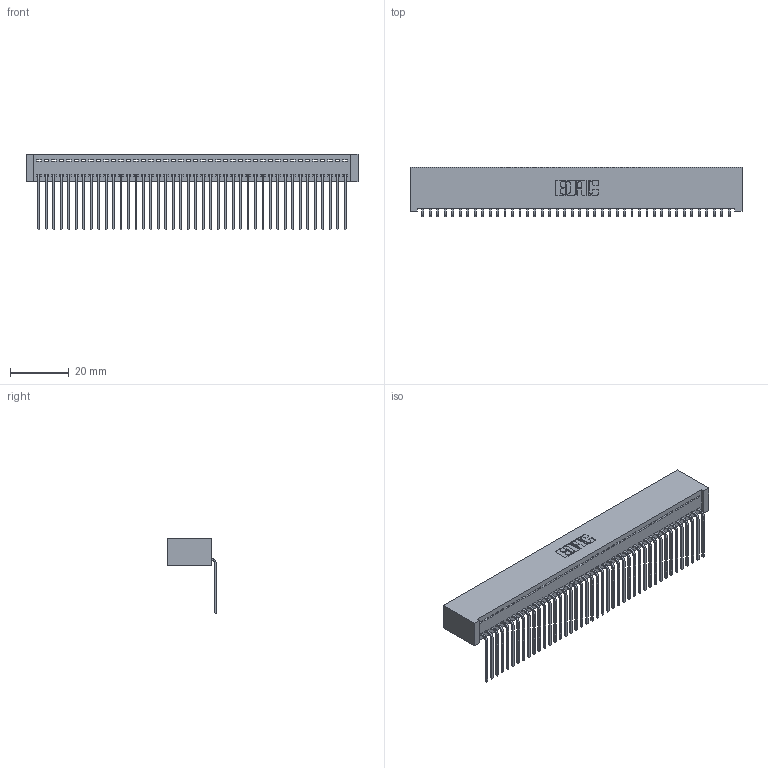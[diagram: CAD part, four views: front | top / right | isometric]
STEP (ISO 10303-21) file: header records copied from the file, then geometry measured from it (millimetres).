
FILE_DESCRIPTION (( 'STEP AP203' ), '1' );
FILE_NAME ('342-042-559-101.STEP', '2019-10-02T18:17:36', ( '' ), ( '' ), 'SwSTEP 2.0', 'SolidWorks 2016', '' );
FILE_SCHEMA (( 'CONFIG_CONTROL_DESIGN' ));
Length unit declared in the file: inch
Products named in the file (3): 342 Part_Lugless; 345-292-001_558 559 Tail - 1; 342-042-559-101
Assembly tree (43 placements, depth 2):
  342-042-559-101
    342 Part_Lugless
    345-292-001_558 559 Tail - 1  x42
Bounding box: 112.93 x 16.83 x 25.78 mm (x, y, z)
Volume: 10450.5 mm3; surface area: 16464.1 mm2
Topology: 43 solids, 43 shells, 2622 faces, 7919 edges, 5222 vertices
Faces by surface type: plane 1910, cylinder 712
Entity records: 25351 total; most frequent: CARTESIAN_POINT 4380, ORIENTED_EDGE 4358, DIRECTION 3687, EDGE_CURVE 2179, VECTOR 2059, LINE 2059, VERTEX_POINT 1450, AXIS2_PLACEMENT_3D 814
